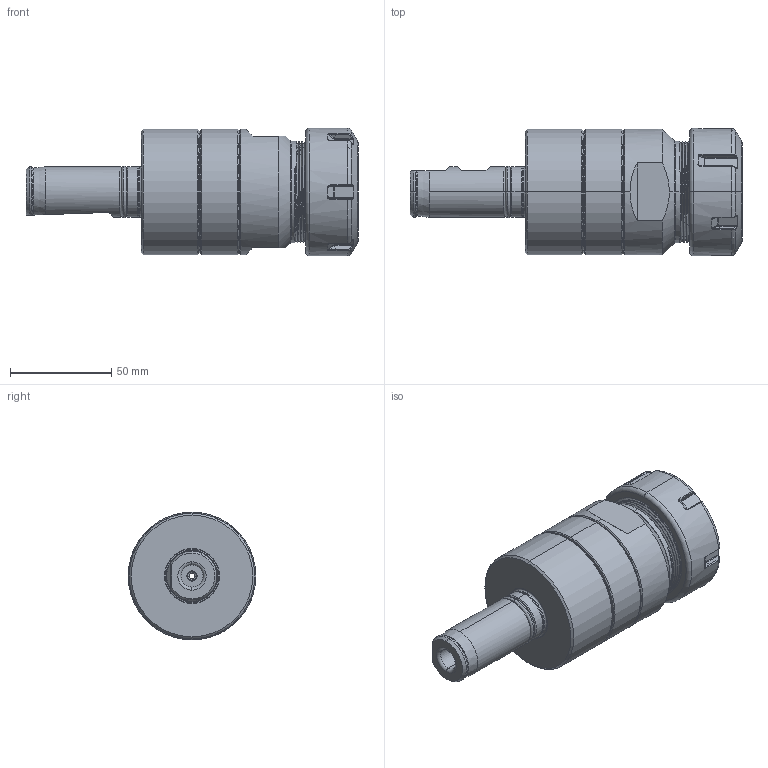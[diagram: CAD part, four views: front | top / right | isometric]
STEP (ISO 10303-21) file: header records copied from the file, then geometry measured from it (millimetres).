
FILE_DESCRIPTION (( 'STEP AP203' ), '1' );
FILE_NAME ('WS25-ER40B-109.STEP', '2016-09-26T02:07:33', ( '' ), ( '' ), 'SwSTEP 2.0', 'SolidWorks 2012', '' );
FILE_SCHEMA (( 'CONFIG_CONTROL_DESIGN' ));
Length unit declared in the file: millimetre
Products named in the file (14): 琡疊笆(ER4025ノ)膘繷场; ﹚PIN(ER4025ノ); O吏---55x57x1(繷Ю场ノ); 盤型彈簧墊圈(φ8.2); 螺紋墊圈(M24XP1); 盤型彈簧組合件; O吏---20x25x2.5(繷场ノ); O吏---55x57x1(綯伴ノ)---舱ンノ; O吏---14.5x16.5x1(M8XP1.25脸捣ノ); M8XP1.25螺絲; 琡疊笆(ER4025ノ)膘Ю场; ER40(M50XP1.5)螺帽; 綯伴(ER4025ノ); WS25-ER40B-109
Assembly tree (19 placements, depth 3):
  WS25-ER40B-109
    琡疊笆(ER4025ノ)膘繷场
    ﹚PIN(ER4025ノ)  x4
    O吏---55x57x1(繷Ю场ノ)  x2
    O吏---55x57x1(綯伴ノ)---舱ンノ
    O吏---20x25x2.5(繷场ノ)
    M8XP1.25螺絲
    O吏---14.5x16.5x1(M8XP1.25脸捣ノ)
    盤型彈簧組合件  x2
      盤型彈簧墊圈(φ8.2)
    螺紋墊圈(M24XP1)
    綯伴(ER4025ノ)
    琡疊笆(ER4025ノ)膘Ю场
    ER40(M50XP1.5)螺帽
Bounding box: 163.9 x 63 x 63 mm (x, y, z)
Volume: 265124.2 mm3; surface area: 82349.1 mm2
Topology: 19 solids, 19 shells, 762 faces, 1932 edges, 1195 vertices
Faces by surface type: cylinder 285, cone 163, plane 135, torus 95, bspline 68, sphere 16
Entity records: 60509 total; most frequent: CARTESIAN_POINT 43189, ORIENTED_EDGE 3628, DIRECTION 2898, EDGE_CURVE 1814, AXIS2_PLACEMENT_3D 1178, VERTEX_POINT 1143, EDGE_LOOP 747, ADVANCED_FACE 710
